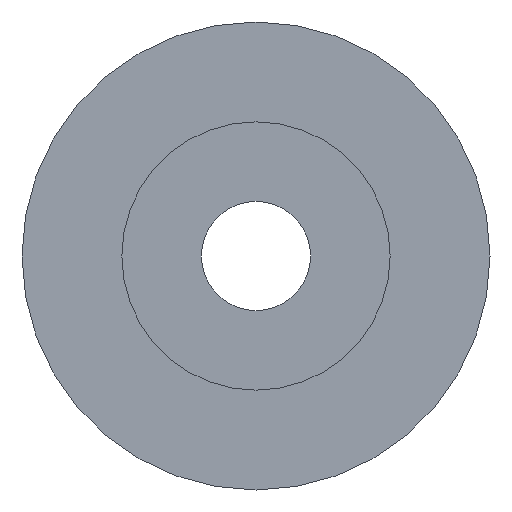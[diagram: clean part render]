
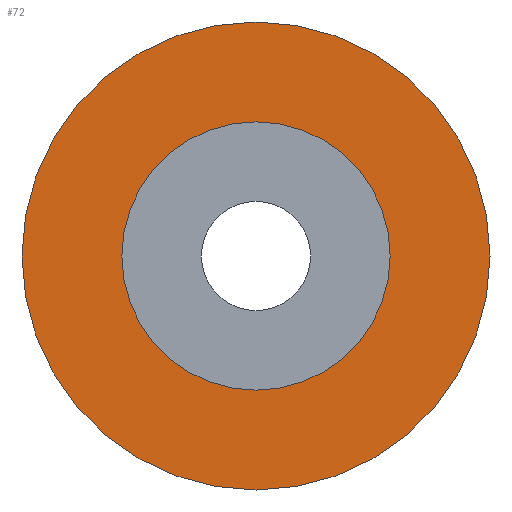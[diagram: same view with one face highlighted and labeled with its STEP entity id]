
A CAD part, front view. The second image highlights one B-rep face of the part: STEP entity #72.
In plain terms, the highlighted planar face has unit normal (0, -1, 0).
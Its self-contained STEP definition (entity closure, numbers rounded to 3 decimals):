
#1 = FACE_OUTER_BOUND ( 'NONE', #462, .T. ) ;
#7 = CARTESIAN_POINT ( 'NONE',  ( 0., 0., -8.6 ) ) ;
#19 = VERTEX_POINT ( 'NONE', #428 ) ;
#39 = DIRECTION ( 'NONE',  ( 0., -1., 0. ) ) ;
#46 = ORIENTED_EDGE ( 'NONE', *, *, #53, .F. ) ;
#53 = EDGE_CURVE ( 'NONE', #121, #589, #200, .T. ) ;
#72 = ADVANCED_FACE ( 'NONE', ( #1, #233 ), #510, .T. ) ;
#74 = DIRECTION ( 'NONE',  ( 0., -1., 0. ) ) ;
#78 = CARTESIAN_POINT ( 'NONE',  ( 8.6, 0., 0. ) ) ;
#87 = CARTESIAN_POINT ( 'NONE',  ( 0., 0., -15. ) ) ;
#110 = EDGE_CURVE ( 'NONE', #589, #121, #189, .T. ) ;
#121 = VERTEX_POINT ( 'NONE', #7 ) ;
#139 = DIRECTION ( 'NONE',  ( 0., -1., 0. ) ) ;
#175 = DIRECTION ( 'NONE',  ( 0., 0., -1. ) ) ;
#181 = DIRECTION ( 'NONE',  ( 0., -1., 0. ) ) ;
#186 = CARTESIAN_POINT ( 'NONE',  ( 0., 0., 8.6 ) ) ;
#189 = CIRCLE ( 'NONE', #654, 8.6 ) ;
#200 = CIRCLE ( 'NONE', #332, 8.6 ) ;
#205 = CARTESIAN_POINT ( 'NONE',  ( 0., 0., 0. ) ) ;
#211 = DIRECTION ( 'NONE',  ( 0., 0., -1. ) ) ;
#233 = FACE_BOUND ( 'NONE', #471, .T. ) ;
#237 = CARTESIAN_POINT ( 'NONE',  ( 0., 0., 0. ) ) ;
#332 = AXIS2_PLACEMENT_3D ( 'NONE', #381, #181, #175 ) ;
#337 = DIRECTION ( 'NONE',  ( 0., 0., -1. ) ) ;
#346 = AXIS2_PLACEMENT_3D ( 'NONE', #357, #39, #478 ) ;
#348 = DIRECTION ( 'NONE',  ( 0., -1., 0. ) ) ;
#357 = CARTESIAN_POINT ( 'NONE',  ( 0., 0., 0. ) ) ;
#381 = CARTESIAN_POINT ( 'NONE',  ( 0., 0., 0. ) ) ;
#428 = CARTESIAN_POINT ( 'NONE',  ( 0., 0., 15. ) ) ;
#462 = EDGE_LOOP ( 'NONE', ( #525, #560 ) ) ;
#471 = EDGE_LOOP ( 'NONE', ( #46, #640 ) ) ;
#478 = DIRECTION ( 'NONE',  ( 0., 0., -1. ) ) ;
#481 = AXIS2_PLACEMENT_3D ( 'NONE', #205, #139, #537 ) ;
#488 = AXIS2_PLACEMENT_3D ( 'NONE', #78, #74, #337 ) ;
#510 = PLANE ( 'NONE',  #488 ) ;
#525 = ORIENTED_EDGE ( 'NONE', *, *, #645, .T. ) ;
#537 = DIRECTION ( 'NONE',  ( 0., 0., -1. ) ) ;
#556 = CIRCLE ( 'NONE', #481, 15. ) ;
#559 = VERTEX_POINT ( 'NONE', #87 ) ;
#560 = ORIENTED_EDGE ( 'NONE', *, *, #677, .T. ) ;
#589 = VERTEX_POINT ( 'NONE', #186 ) ;
#624 = CIRCLE ( 'NONE', #346, 15. ) ;
#640 = ORIENTED_EDGE ( 'NONE', *, *, #110, .F. ) ;
#645 = EDGE_CURVE ( 'NONE', #559, #19, #556, .T. ) ;
#654 = AXIS2_PLACEMENT_3D ( 'NONE', #237, #348, #211 ) ;
#677 = EDGE_CURVE ( 'NONE', #19, #559, #624, .T. ) ;
